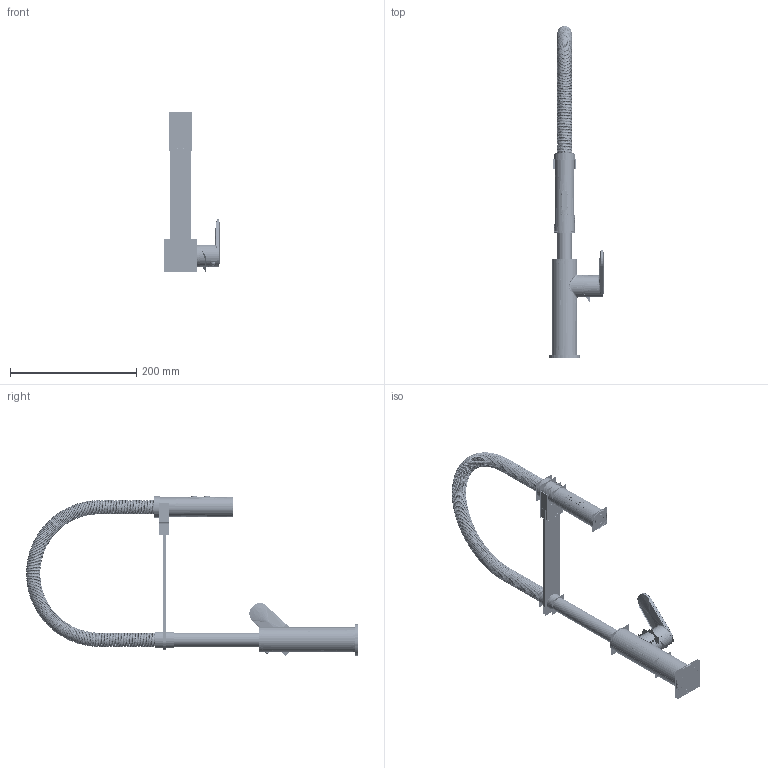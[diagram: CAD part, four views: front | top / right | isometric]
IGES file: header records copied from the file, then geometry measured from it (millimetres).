
Start section:  PTC IGES file: ca179_IGS_1.igs
Global section: file name: ca179_IGS_1.igs; native system: Creo Parametric by Parametric Technology Corporation; preprocessor: 2012310; author: alberto.gaboardi; organization: Unknown; date: 20141104.113040; units: millimetre
Bounding box: 88.33 x 525.71 x 254.19 mm (x, y, z)
Volume: 682562.2 mm3; surface area: 1667291.6 mm2
Topology: 49 solids, 73 shells, 6296 faces, 32374 edges, 41203 vertices
Faces by surface type: revolution 3306, bspline 2990
